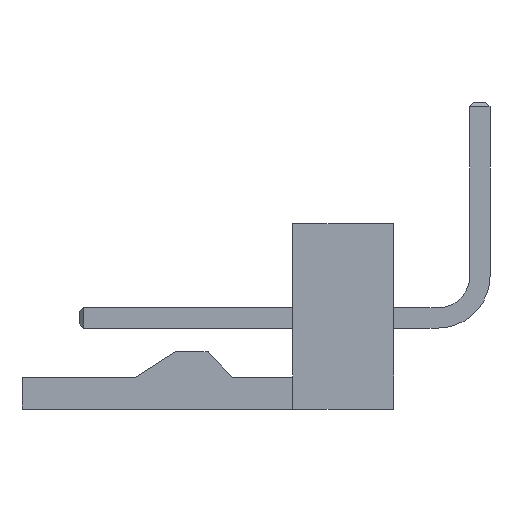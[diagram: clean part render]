
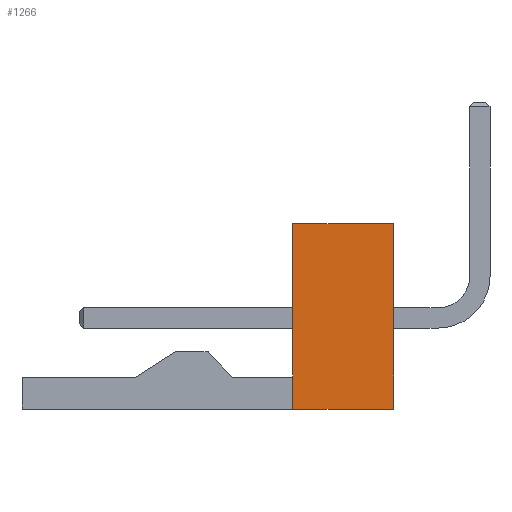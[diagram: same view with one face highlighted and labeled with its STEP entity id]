
A CAD part, left-side view. The second image highlights one B-rep face of the part: STEP entity #1266.
In plain terms, the highlighted planar face has unit normal (-1, 0, 0).
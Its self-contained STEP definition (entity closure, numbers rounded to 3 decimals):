
#76=FACE_OUTER_BOUND('',#147,.T.);
#147=EDGE_LOOP('',(#847,#848,#849,#850));
#223=LINE('',#1762,#391);
#224=LINE('',#1764,#392);
#225=LINE('',#1766,#393);
#226=LINE('',#1767,#394);
#391=VECTOR('',#1434,3.175);
#392=VECTOR('',#1435,5.842);
#393=VECTOR('',#1436,3.175);
#394=VECTOR('',#1437,5.842);
#559=VERTEX_POINT('',#1760);
#560=VERTEX_POINT('',#1761);
#561=VERTEX_POINT('',#1763);
#562=VERTEX_POINT('',#1765);
#671=EDGE_CURVE('',#559,#560,#223,.T.);
#672=EDGE_CURVE('',#561,#559,#224,.T.);
#673=EDGE_CURVE('',#562,#561,#225,.T.);
#674=EDGE_CURVE('',#560,#562,#226,.T.);
#847=ORIENTED_EDGE('',*,*,#671,.F.);
#848=ORIENTED_EDGE('',*,*,#672,.F.);
#849=ORIENTED_EDGE('',*,*,#673,.F.);
#850=ORIENTED_EDGE('',*,*,#674,.F.);
#1199=PLANE('',#1351);
#1266=ADVANCED_FACE('',(#76),#1199,.F.);
#1351=AXIS2_PLACEMENT_3D('',#1759,#1432,#1433);
#1432=DIRECTION('center_axis',(1.,0.,0.));
#1433=DIRECTION('ref_axis',(0.,0.,-1.));
#1434=DIRECTION('',(0.,-1.,0.));
#1435=DIRECTION('',(0.,0.,1.));
#1436=DIRECTION('',(0.,1.,0.));
#1437=DIRECTION('',(0.,0.,-1.));
#1759=CARTESIAN_POINT('Origin',(-2.54,0.,0.));
#1760=CARTESIAN_POINT('',(-2.54,1.588,2.972));
#1761=CARTESIAN_POINT('',(-2.54,-1.588,2.972));
#1762=CARTESIAN_POINT('',(-2.54,1.588,2.972));
#1763=CARTESIAN_POINT('',(-2.54,1.588,-2.87));
#1764=CARTESIAN_POINT('',(-2.54,1.588,-2.87));
#1765=CARTESIAN_POINT('',(-2.54,-1.588,-2.87));
#1766=CARTESIAN_POINT('',(-2.54,-1.588,-2.87));
#1767=CARTESIAN_POINT('',(-2.54,-1.588,2.972));
